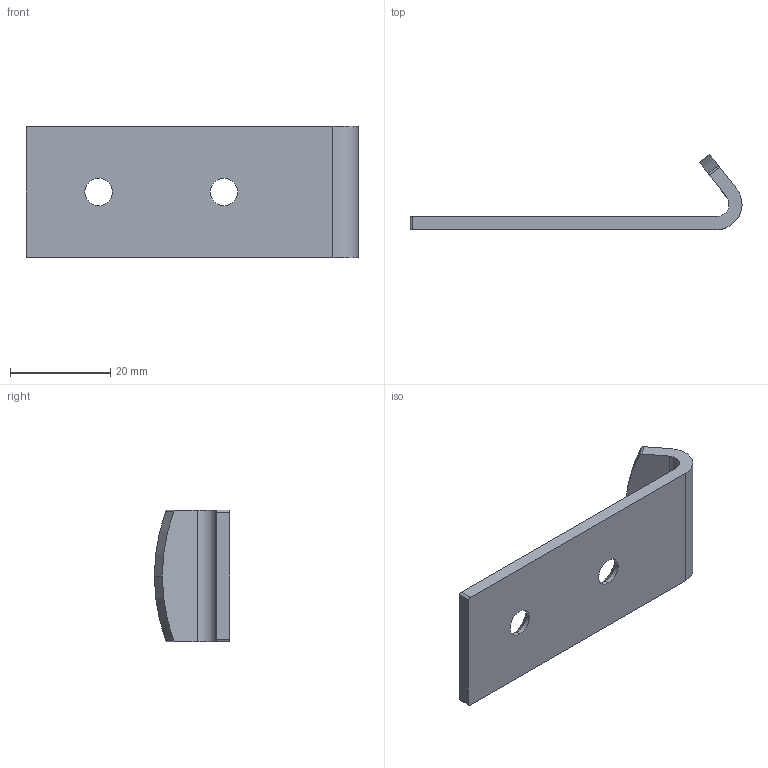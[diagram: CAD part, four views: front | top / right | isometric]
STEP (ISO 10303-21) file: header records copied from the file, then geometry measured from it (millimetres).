
FILE_DESCRIPTION (( 'STEP AP214' ), '1' );
FILE_NAME ('03627-Hold Down Latch Extra Strike Stainless Steel 66mm.STEP', '2018-09-24T21:48:51', ( '' ), ( '' ), 'SwSTEP 2.0', 'SolidWorks 2018', '' );
FILE_SCHEMA (( 'AUTOMOTIVE_DESIGN' ));
Length unit declared in the file: millimetre
Products named in the file (1): 03627-Hold Down Latch Extra Strike Stainless Steel 66mm
Bounding box: 66.25 x 15 x 26.3 mm (x, y, z)
Volume: 5090.4 mm3; surface area: 4617.3 mm2
Topology: 1 solids, 1 shells, 282 faces, 761 edges, 506 vertices
Faces by surface type: plane 153, bspline 113, cylinder 12, cone 4
Entity records: 15221 total; most frequent: CARTESIAN_POINT 8839, ORIENTED_EDGE 1522, DIRECTION 903, EDGE_CURVE 761, VECTOR 507, LINE 507, VERTEX_POINT 506, EDGE_LOOP 311
